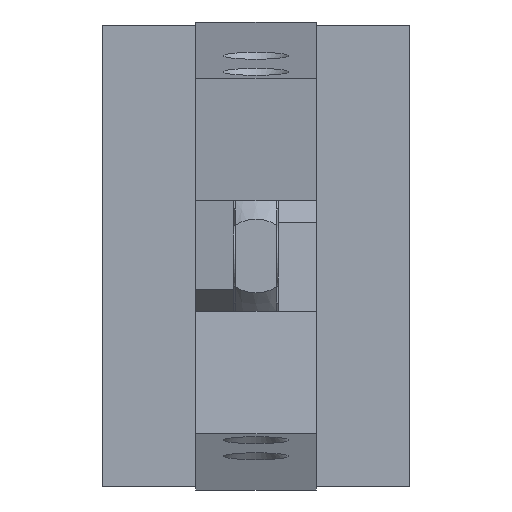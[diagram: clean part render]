
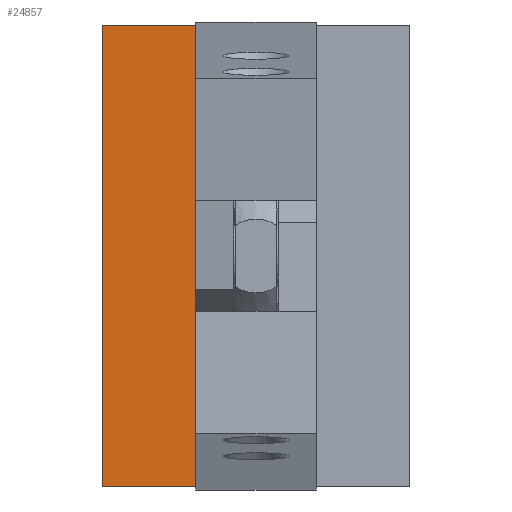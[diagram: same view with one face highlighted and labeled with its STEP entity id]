
A CAD part, left-side view. The second image highlights one B-rep face of the part: STEP entity #24857.
In plain terms, the highlighted planar face has unit normal (-1, 0, 0).
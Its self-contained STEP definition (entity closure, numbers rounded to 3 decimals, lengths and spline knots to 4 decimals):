
#1136=PLANE($,#25630);
#2453=FACE_OUTER_BOUND($,#4019,.T.);
#4019=EDGE_LOOP($,(#22475,#22476,#22477,#22478,#22479,#22480,#22481,#22482));
#4876=LINE($,#33300,#6689);
#5897=LINE($,#49119,#7710);
#5963=LINE($,#49477,#7776);
#5975=LINE($,#49502,#7788);
#5986=LINE($,#49530,#7799);
#6026=LINE($,#49826,#7839);
#6032=LINE($,#49838,#7845);
#6033=LINE($,#49839,#7846);
#6689=VECTOR($,#26878,3.);
#7710=VECTOR($,#28581,0.8044);
#7776=VECTOR($,#28761,0.1127);
#7788=VECTOR($,#28777,0.7851);
#7799=VECTOR($,#28800,1.1851);
#7839=VECTOR($,#28938,0.1127);
#7845=VECTOR($,#28950,0.6075);
#7846=VECTOR($,#28951,0.6075);
#10025=VERTEX_POINT($,#33293);
#10028=VERTEX_POINT($,#33298);
#11638=VERTEX_POINT($,#49117);
#11639=VERTEX_POINT($,#49118);
#11706=VERTEX_POINT($,#49476);
#11717=VERTEX_POINT($,#49500);
#11728=VERTEX_POINT($,#49529);
#11767=VERTEX_POINT($,#49824);
#12772=EDGE_CURVE($,#10028,#10025,#4876,.T.);
#15189=EDGE_CURVE($,#11638,#11639,#5897,.T.);
#15280=EDGE_CURVE($,#11706,#11638,#5963,.T.);
#15293=EDGE_CURVE($,#11639,#11717,#5975,.T.);
#15306=EDGE_CURVE($,#11717,#11728,#5986,.T.);
#15368=EDGE_CURVE($,#11728,#11767,#6026,.T.);
#15374=EDGE_CURVE($,#11767,#10025,#6032,.T.);
#15375=EDGE_CURVE($,#10028,#11706,#6033,.T.);
#22475=ORIENTED_EDGE($,*,*,#15374,.T.);
#22476=ORIENTED_EDGE($,*,*,#12772,.F.);
#22477=ORIENTED_EDGE($,*,*,#15375,.T.);
#22478=ORIENTED_EDGE($,*,*,#15280,.T.);
#22479=ORIENTED_EDGE($,*,*,#15189,.T.);
#22480=ORIENTED_EDGE($,*,*,#15293,.T.);
#22481=ORIENTED_EDGE($,*,*,#15306,.T.);
#22482=ORIENTED_EDGE($,*,*,#15368,.T.);
#24857=ADVANCED_FACE($,(#2453),#1136,.T.);
#25630=AXIS2_PLACEMENT_3D($,#49837,#28948,#28949);
#26878=DIRECTION($,(0.,0.,1.));
#28581=DIRECTION($,(0.,0.,1.));
#28761=DIRECTION($,(0.,0.,1.));
#28777=DIRECTION($,(0.,0.,1.));
#28800=DIRECTION($,(0.,0.,1.));
#28938=DIRECTION($,(0.,0.,1.));
#28948=DIRECTION('center_axis',(-1.,0.,0.));
#28949=DIRECTION('ref_axis',(0.,0.,1.));
#28950=DIRECTION($,(0.,1.,0.));
#28951=DIRECTION($,(0.,-1.,0.));
#33293=CARTESIAN_POINT('',(-2.12,1.,1.5));
#33298=CARTESIAN_POINT('',(-2.12,1.,-1.5));
#33300=CARTESIAN_POINT($,(-2.12,1.,-1.5));
#49117=CARTESIAN_POINT('',(-2.12,0.3925,-1.3873));
#49118=CARTESIAN_POINT('',(-2.12,0.3925,-0.5829));
#49119=CARTESIAN_POINT($,(-2.12,0.3925,-1.3873));
#49476=CARTESIAN_POINT('',(-2.12,0.3925,-1.5));
#49477=CARTESIAN_POINT($,(-2.12,0.3925,-1.5));
#49500=CARTESIAN_POINT('',(-2.12,0.3925,0.2022));
#49502=CARTESIAN_POINT($,(-2.12,0.3925,-0.5829));
#49529=CARTESIAN_POINT('',(-2.12,0.3925,1.3873));
#49530=CARTESIAN_POINT($,(-2.12,0.3925,0.2022));
#49824=CARTESIAN_POINT('',(-2.12,0.3925,1.5));
#49826=CARTESIAN_POINT($,(-2.12,0.3925,1.3873));
#49837=CARTESIAN_POINT('Origin',(-2.12,0.3925,0.));
#49838=CARTESIAN_POINT($,(-2.12,0.3925,1.5));
#49839=CARTESIAN_POINT($,(-2.12,1.,-1.5));
